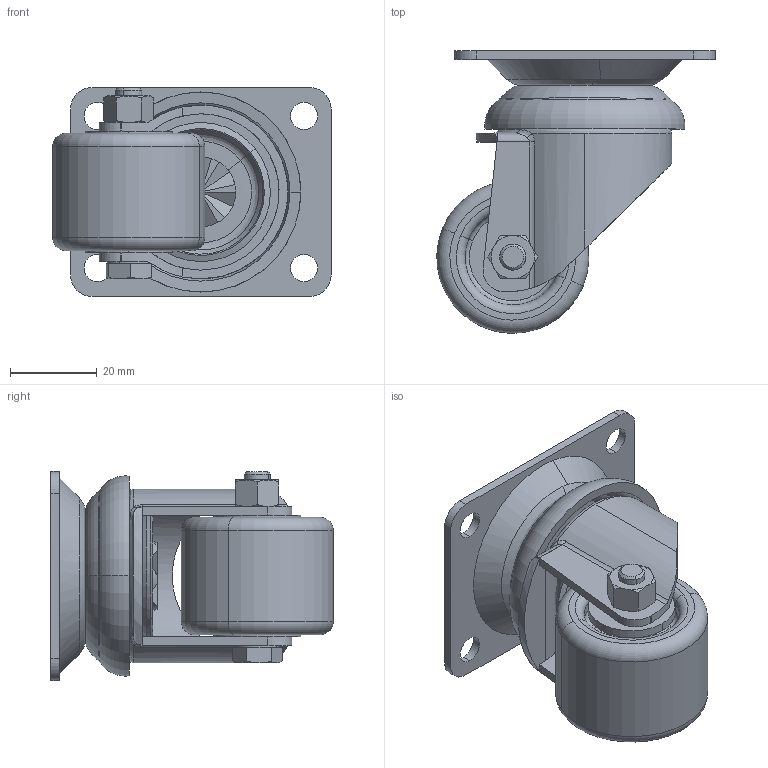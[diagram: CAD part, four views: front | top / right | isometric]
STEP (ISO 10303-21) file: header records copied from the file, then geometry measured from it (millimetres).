
FILE_DESCRIPTION (( 'STEP AP214' ), '1' );
FILE_NAME ('A501 Êîëåñî áåç òîðìîçà O35.STEP', '2021-03-17T07:34:25', ( 'Windows User' ), ( '' ), 'SwSTEP 2.0', 'SolidWorks 2020', '' );
FILE_SCHEMA (( 'AUTOMOTIVE_DESIGN' ));
Length unit declared in the file: millimetre
Products named in the file (10): A501 Êîëåñî áåç òîðìîçà O35; hex nut gradec_din_Hexagon Nut ISO 4034 - M6 - N; ﾇ瓊頸濱00; 砑霘馯罻_00; Êðûøêà_00; 扻錼勷_00; 瓔螵00; hex bolt gradeab_din_DIN EN 24014 - M6 x 40 x 18-N; 昢膼瘔膻嬅00; ч膹樖罻_00
Assembly tree (10 placements, depth 2):
  A501 Êîëåñî áåç òîðìîçà O35
    昢膼瘔膻嬅00
    瓔螵00
    Êðûøêà_00
    扻錼勷_00
    ﾇ瓊頸濱00  x2
    hex bolt gradeab_din_DIN EN 24014 - M6 x 40 x 18-N
    hex nut gradec_din_Hexagon Nut ISO 4034 - M6 - N
    ч膹樖罻_00
    砑霘馯罻_00
Bounding box: 64.07 x 64.99 x 48.1 mm (x, y, z)
Volume: 45461.6 mm3; surface area: 31267.1 mm2
Topology: 10 solids, 10 shells, 241 faces, 541 edges, 327 vertices
Faces by surface type: plane 80, cylinder 70, cone 38, torus 36, bspline 17
Entity records: 11136 total; most frequent: CARTESIAN_POINT 5480, DIRECTION 1108, ORIENTED_EDGE 1058, EDGE_CURVE 529, AXIS2_PLACEMENT_3D 470, VERTEX_POINT 319, EDGE_LOOP 268, CIRCLE 239
